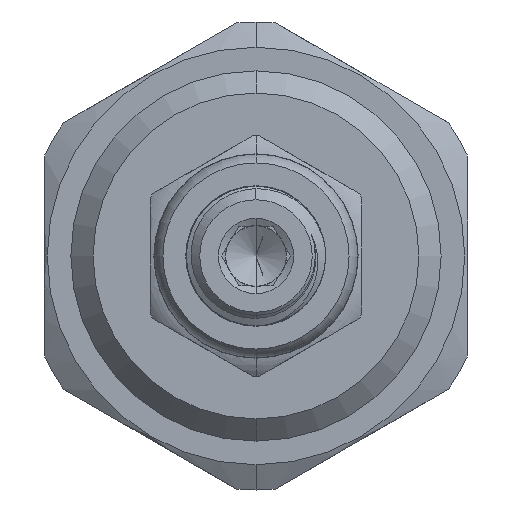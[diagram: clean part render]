
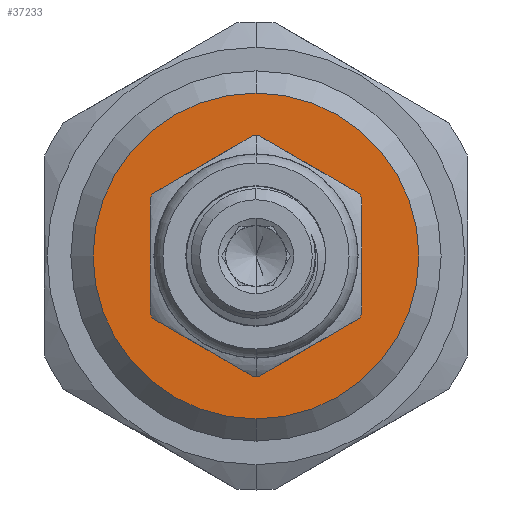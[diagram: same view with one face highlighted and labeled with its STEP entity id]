
A CAD part, left-side view. The second image highlights one B-rep face of the part: STEP entity #37233.
In plain terms, the highlighted planar face has unit normal (-1, 0, 0).
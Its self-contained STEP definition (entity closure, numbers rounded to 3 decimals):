
#1592 = EDGE_CURVE ( 'NONE', #45781, #20360, #3675, .T. ) ;
#1790 = AXIS2_PLACEMENT_3D ( 'NONE', #40508, #32075, #49140 ) ;
#3675 = CIRCLE ( 'NONE', #37324, 6.875 ) ;
#6707 = CARTESIAN_POINT ( 'NONE',  ( 0., 0., 6.875 ) ) ;
#10716 = CIRCLE ( 'NONE', #1790, 11. ) ;
#11307 = ORIENTED_EDGE ( 'NONE', *, *, #15359, .T. ) ;
#12499 = EDGE_LOOP ( 'NONE', ( #52251, #11307 ) ) ;
#12569 = EDGE_LOOP ( 'NONE', ( #35499, #52531 ) ) ;
#12881 = CARTESIAN_POINT ( 'NONE',  ( 0., 0., 0. ) ) ;
#13123 = CARTESIAN_POINT ( 'NONE',  ( 0., 0., 11. ) ) ;
#13549 = CARTESIAN_POINT ( 'NONE',  ( 0., 0., -6.875 ) ) ;
#14738 = FACE_BOUND ( 'NONE', #12569, .T. ) ;
#15359 = EDGE_CURVE ( 'NONE', #39377, #40070, #10716, .T. ) ;
#17917 = CARTESIAN_POINT ( 'NONE',  ( 0., 0., -11. ) ) ;
#19222 = CARTESIAN_POINT ( 'NONE',  ( 0., 0., 0. ) ) ;
#19243 = DIRECTION ( 'NONE',  ( 1., 0., 0. ) ) ;
#20360 = VERTEX_POINT ( 'NONE', #6707 ) ;
#23059 = AXIS2_PLACEMENT_3D ( 'NONE', #28708, #32867, #37000 ) ;
#28534 = EDGE_CURVE ( 'NONE', #40070, #39377, #43060, .T. ) ;
#28708 = CARTESIAN_POINT ( 'NONE',  ( 0., 0., 0. ) ) ;
#29283 = DIRECTION ( 'NONE',  ( 0., 0., 1. ) ) ;
#31137 = AXIS2_PLACEMENT_3D ( 'NONE', #19222, #39709, #51950 ) ;
#32075 = DIRECTION ( 'NONE',  ( -1., 0., 0. ) ) ;
#32867 = DIRECTION ( 'NONE',  ( -1., 0., 0. ) ) ;
#35499 = ORIENTED_EDGE ( 'NONE', *, *, #49016, .T. ) ;
#36351 = DIRECTION ( 'NONE',  ( 0., 0., -1. ) ) ;
#37000 = DIRECTION ( 'NONE',  ( 0., 0., 1. ) ) ;
#37233 = ADVANCED_FACE ( 'NONE', ( #14738, #45006 ), #48308, .T. ) ;
#37324 = AXIS2_PLACEMENT_3D ( 'NONE', #52338, #19243, #36351 ) ;
#39377 = VERTEX_POINT ( 'NONE', #13123 ) ;
#39709 = DIRECTION ( 'NONE',  ( 1., 0., 0. ) ) ;
#40070 = VERTEX_POINT ( 'NONE', #17917 ) ;
#40508 = CARTESIAN_POINT ( 'NONE',  ( 0., 0., 0. ) ) ;
#40595 = CIRCLE ( 'NONE', #31137, 6.875 ) ;
#42051 = AXIS2_PLACEMENT_3D ( 'NONE', #12881, #45814, #29283 ) ;
#43060 = CIRCLE ( 'NONE', #42051, 11. ) ;
#45006 = FACE_OUTER_BOUND ( 'NONE', #12499, .T. ) ;
#45781 = VERTEX_POINT ( 'NONE', #13549 ) ;
#45814 = DIRECTION ( 'NONE',  ( -1., 0., 0. ) ) ;
#48308 = PLANE ( 'NONE',  #23059 ) ;
#49016 = EDGE_CURVE ( 'NONE', #20360, #45781, #40595, .T. ) ;
#49140 = DIRECTION ( 'NONE',  ( 0., 0., 1. ) ) ;
#51950 = DIRECTION ( 'NONE',  ( 0., 0., -1. ) ) ;
#52251 = ORIENTED_EDGE ( 'NONE', *, *, #28534, .T. ) ;
#52338 = CARTESIAN_POINT ( 'NONE',  ( 0., 0., 0. ) ) ;
#52531 = ORIENTED_EDGE ( 'NONE', *, *, #1592, .T. ) ;
